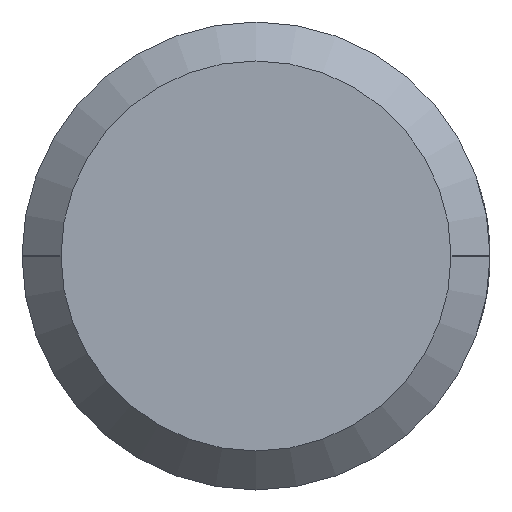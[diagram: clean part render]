
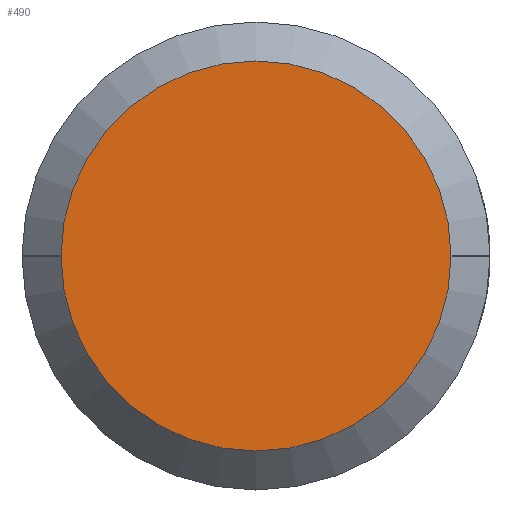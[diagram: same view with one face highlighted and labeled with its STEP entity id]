
A CAD part, left-side view. The second image highlights one B-rep face of the part: STEP entity #490.
In plain terms, the highlighted planar face has unit normal (-1, 0, 0).
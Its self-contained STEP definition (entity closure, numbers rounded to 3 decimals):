
#18=PLANE('',#578);
#35=FACE_OUTER_BOUND('',#54,.T.);
#54=EDGE_LOOP('',(#437));
#80=CIRCLE('',#579,5.);
#257=VERTEX_POINT('',#1950);
#347=EDGE_CURVE('',#257,#257,#80,.T.);
#437=ORIENTED_EDGE('',*,*,#347,.T.);
#490=ADVANCED_FACE('',(#35),#18,.T.);
#578=AXIS2_PLACEMENT_3D('',#1949,#683,#684);
#579=AXIS2_PLACEMENT_3D('',#1951,#685,#686);
#683=DIRECTION('center_axis',(-1.,0.,0.));
#684=DIRECTION('ref_axis',(0.,0.,1.));
#685=DIRECTION('center_axis',(-1.,0.,0.));
#686=DIRECTION('ref_axis',(0.,-1.,0.));
#1949=CARTESIAN_POINT('Origin',(-150.,0.,-5.06));
#1950=CARTESIAN_POINT('',(-150.,5.,0.));
#1951=CARTESIAN_POINT('Origin',(-150.,0.,0.));
